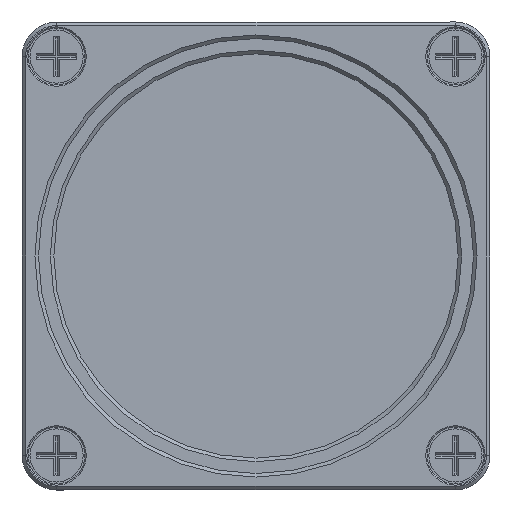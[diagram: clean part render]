
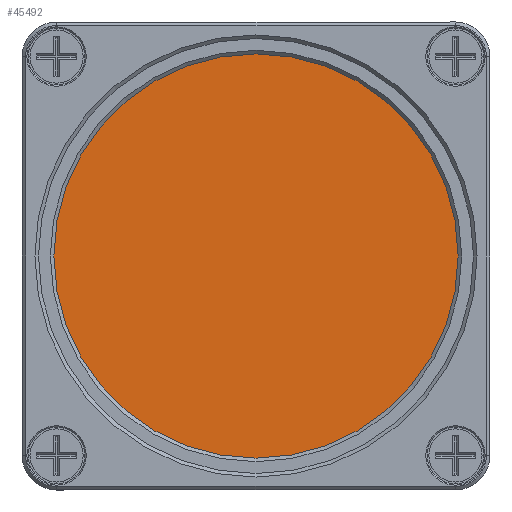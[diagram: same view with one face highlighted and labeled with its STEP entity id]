
A CAD part, front view. The second image highlights one B-rep face of the part: STEP entity #45492.
In plain terms, the highlighted face is planar.
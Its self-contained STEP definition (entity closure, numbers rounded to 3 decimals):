
#33598=PLANE('',#138501);
#38679=FACE_OUTER_BOUND('',#55233,.T.);
#45492=ADVANCED_FACE('',(#38679),#33598,.F.);
#55233=EDGE_LOOP('',(#63017));
#63017=ORIENTED_EDGE('',*,*,#115056,.F.);
#102059=VERTEX_POINT('',#187212);
#115056=EDGE_CURVE('',#102059,#102059,#134578,.T.);
#134578=CIRCLE('',#138498,12.5);
#138498=AXIS2_PLACEMENT_3D('',#187211,#149583,#149584);
#138501=AXIS2_PLACEMENT_3D('',#187215,#149589,#149590);
#149583=DIRECTION('',(0.,0.,1.));
#149584=DIRECTION('',(1.,0.,0.));
#149589=DIRECTION('',(0.,0.,1.));
#149590=DIRECTION('',(1.,0.,0.));
#187211=CARTESIAN_POINT('',(0.,0.,0.));
#187212=CARTESIAN_POINT('',(12.5,0.,0.));
#187215=CARTESIAN_POINT('',(0.,0.,0.));
